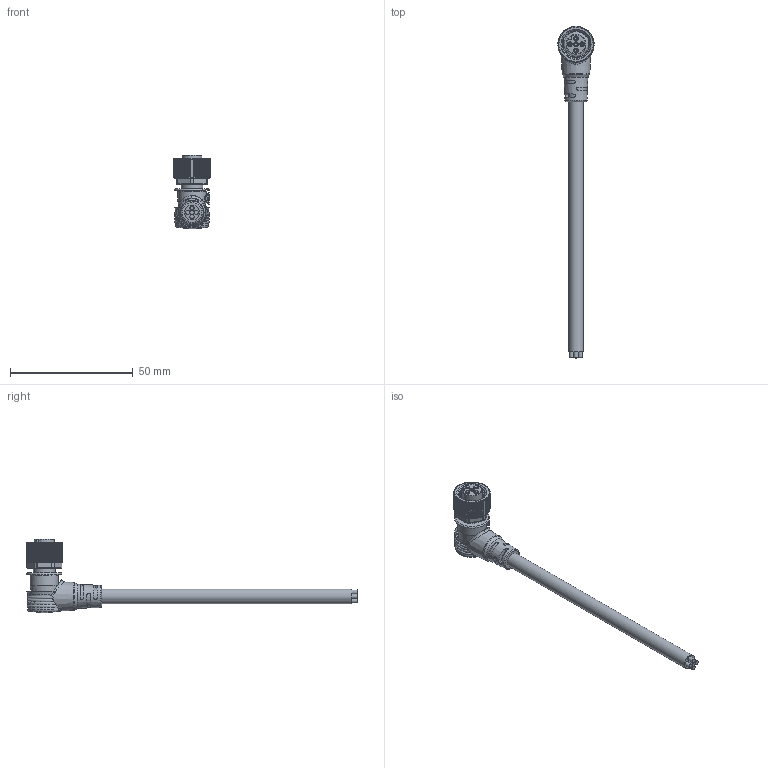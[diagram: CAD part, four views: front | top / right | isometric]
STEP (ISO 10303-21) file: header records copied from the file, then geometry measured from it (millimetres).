
FILE_DESCRIPTION(/* description */ ('Unknown'),/* implementation_level */ '2;1');
FILE_NAME(/* name */ '643642120305',/* time_stamp */ '2021-08-03T12:01:55+02:00',/* author */ ('Unknown'),/* organization */ ('Unknown'),/* preprocessor_version */ 'ST-DEVELOPER v16.7',/* originating_system */ 'Solid Edge',/* authorisation */ 'Unknown');
FILE_SCHEMA (('AUTOMOTIVE_DESIGN {1 0 10303 214 3 1 1}'));
Length unit declared in the file: millimetre
Products named in the file (8): 6436421203xx; 6436421203xx_O ring; 6436421203xx_Body; 6436421203xx_Seal; 6436421203xx_Screw Nut; 6436421203xx_Pin; 643642120305_Housing; 6436xx120305_Cable_F
Assembly tree (11 placements, depth 2):
  6436421203xx
    6436421203xx_O ring
    6436421203xx_Body
    6436421203xx_Seal
    6436421203xx_Screw Nut
    6436421203xx_Pin  x5
    643642120305_Housing
    6436xx120305_Cable_F
Bounding box: 14.77 x 135.26 x 30 mm (x, y, z)
Volume: 8495.9 mm3; surface area: 9427.6 mm2
Topology: 11 solids, 11 shells, 825 faces, 2136 edges, 1396 vertices
Faces by surface type: plane 347, cylinder 260, torus 89, cone 69, bspline 45, sphere 15
Full cylindrical faces by diameter (mm): 0.61 x5, 1.05 x5, 1.1 x5, 1.2 x10, 1.3 x5, 1.6 x30, 1.66 x5, 1.73 x20, 1.74 x10, 2 x5, 5.5 x2, 6 x1, 8.05 x5, 8.9 x3, 9.05 x1, 10.8 x1, 10.9 x7, 11.5 x1, 14.2 x2
Entity records: 25597 total; most frequent: CARTESIAN_POINT 11093, ORIENTED_EDGE 3104, DIRECTION 2472, EDGE_CURVE 1552, VERTEX_POINT 1061, AXIS2_PLACEMENT_3D 976, FACE_BOUND 783, EDGE_LOOP 780
